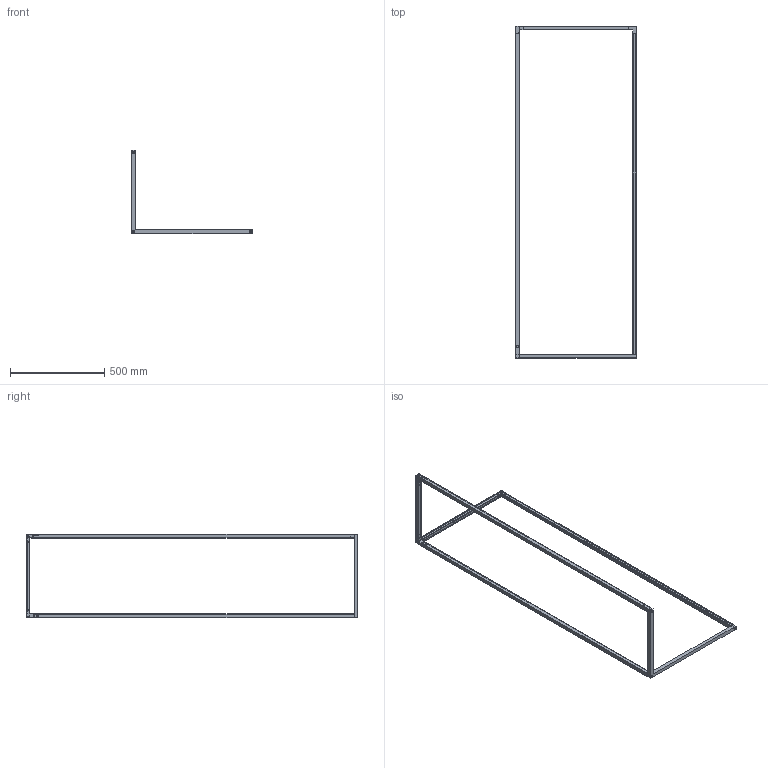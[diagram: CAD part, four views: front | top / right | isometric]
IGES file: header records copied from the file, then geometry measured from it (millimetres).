
Start section: SolidWorks IGES file using analytic representation for surfaces
Global section: file name: 3D_SPIGOLO_FLOOR.IGS; native system: SolidWorks 2012; preprocessor: SolidWorks 2012; author: tecnico01; date: 140417.095229; units: millimetre
Bounding box: 641.81 x 1760.8 x 441.5 mm (x, y, z)
Surface area: 1088104 mm2 (no closed solid volume)
Topology: 0 solids, 0 shells, 1267 faces, 9246 edges, 9222 vertices
Faces by surface type: bspline 922, revolution 345
